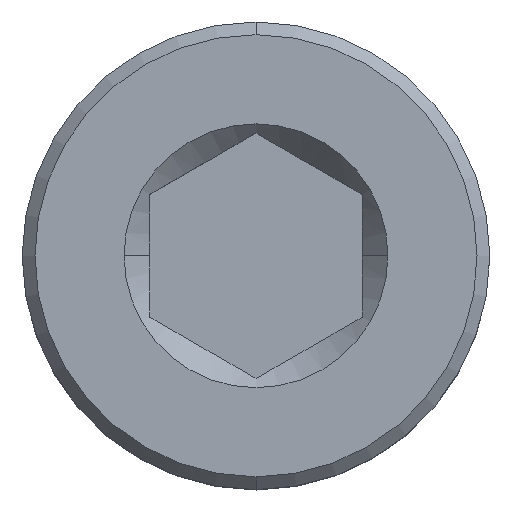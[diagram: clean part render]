
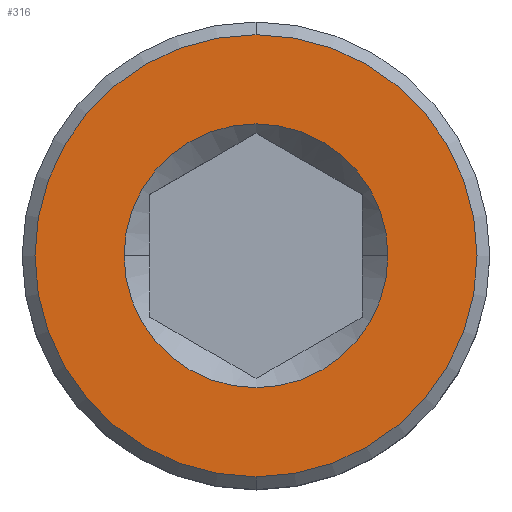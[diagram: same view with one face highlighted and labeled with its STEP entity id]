
A CAD part, top view. The second image highlights one B-rep face of the part: STEP entity #316.
In plain terms, the highlighted planar face has unit normal (0, 0, 1).
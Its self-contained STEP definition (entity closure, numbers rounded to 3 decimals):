
#4 = EDGE_CURVE ( 'NONE', #24, #162, #719, .T. ) ;
#24 = VERTEX_POINT ( 'NONE', #758 ) ;
#28 = FACE_OUTER_BOUND ( 'NONE', #289, .T. ) ;
#40 = DIRECTION ( 'NONE',  ( 0., 1., 0. ) ) ;
#66 = DIRECTION ( 'NONE',  ( 0., 0., 1. ) ) ;
#84 = AXIS2_PLACEMENT_3D ( 'NONE', #567, #151, #391 ) ;
#108 = DIRECTION ( 'NONE',  ( 0., 1., 0. ) ) ;
#129 = DIRECTION ( 'NONE',  ( 1., 0., 0. ) ) ;
#139 = PLANE ( 'NONE',  #328 ) ;
#151 = DIRECTION ( 'NONE',  ( 0., 0., 1. ) ) ;
#162 = VERTEX_POINT ( 'NONE', #777 ) ;
#181 = DIRECTION ( 'NONE',  ( 0., 0., -1. ) ) ;
#213 = ORIENTED_EDGE ( 'NONE', *, *, #248, .F. ) ;
#216 = ORIENTED_EDGE ( 'NONE', *, *, #425, .F. ) ;
#219 = DIRECTION ( 'NONE',  ( 0., 0., 1. ) ) ;
#248 = EDGE_CURVE ( 'NONE', #253, #535, #683, .T. ) ;
#253 = VERTEX_POINT ( 'NONE', #277 ) ;
#277 = CARTESIAN_POINT ( 'NONE',  ( 0., -2.6, 6.5 ) ) ;
#289 = EDGE_LOOP ( 'NONE', ( #649, #213 ) ) ;
#306 = CIRCLE ( 'NONE', #642, 2.6 ) ;
#316 = ADVANCED_FACE ( 'NONE', ( #674, #28 ), #139, .T. ) ;
#328 = AXIS2_PLACEMENT_3D ( 'NONE', #696, #219, #751 ) ;
#332 = ORIENTED_EDGE ( 'NONE', *, *, #4, .F. ) ;
#378 = AXIS2_PLACEMENT_3D ( 'NONE', #402, #397, #40 ) ;
#391 = DIRECTION ( 'NONE',  ( 1., 0., 0. ) ) ;
#397 = DIRECTION ( 'NONE',  ( 0., 0., -1. ) ) ;
#402 = CARTESIAN_POINT ( 'NONE',  ( 0., 0., 6.5 ) ) ;
#404 = CIRCLE ( 'NONE', #601, 1.552 ) ;
#425 = EDGE_CURVE ( 'NONE', #162, #24, #404, .T. ) ;
#428 = CARTESIAN_POINT ( 'NONE',  ( 0., 0., 6.5 ) ) ;
#437 = EDGE_LOOP ( 'NONE', ( #216, #332 ) ) ;
#535 = VERTEX_POINT ( 'NONE', #749 ) ;
#567 = CARTESIAN_POINT ( 'NONE',  ( 0., 0., 6.5 ) ) ;
#601 = AXIS2_PLACEMENT_3D ( 'NONE', #428, #66, #129 ) ;
#642 = AXIS2_PLACEMENT_3D ( 'NONE', #776, #181, #108 ) ;
#649 = ORIENTED_EDGE ( 'NONE', *, *, #785, .F. ) ;
#674 = FACE_BOUND ( 'NONE', #437, .T. ) ;
#683 = CIRCLE ( 'NONE', #378, 2.6 ) ;
#696 = CARTESIAN_POINT ( 'NONE',  ( 0., 0., 6.5 ) ) ;
#719 = CIRCLE ( 'NONE', #84, 1.552 ) ;
#749 = CARTESIAN_POINT ( 'NONE',  ( 0., 2.6, 6.5 ) ) ;
#751 = DIRECTION ( 'NONE',  ( 0., -1., 0. ) ) ;
#758 = CARTESIAN_POINT ( 'NONE',  ( -1.552, 0., 6.5 ) ) ;
#776 = CARTESIAN_POINT ( 'NONE',  ( 0., 0., 6.5 ) ) ;
#777 = CARTESIAN_POINT ( 'NONE',  ( 1.552, 0., 6.5 ) ) ;
#785 = EDGE_CURVE ( 'NONE', #535, #253, #306, .T. ) ;
